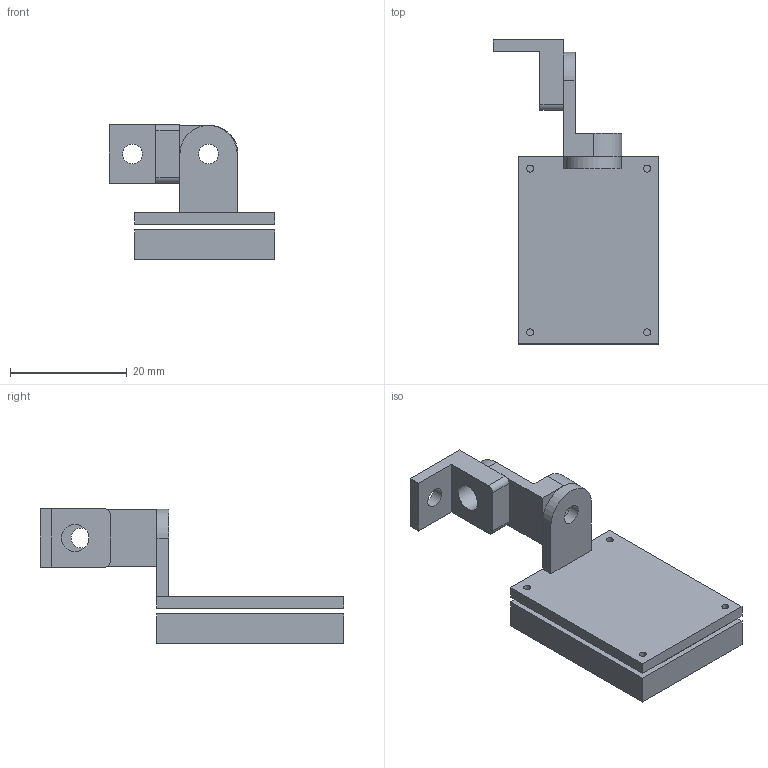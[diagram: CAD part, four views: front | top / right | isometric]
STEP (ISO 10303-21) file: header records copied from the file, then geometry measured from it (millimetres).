
FILE_DESCRIPTION(('FreeCAD Model'),'2;1');
FILE_NAME('Open CASCADE Shape Model','2025-04-19T14:02:04',('Author'),( ''),'Open CASCADE STEP processor 7.8','FreeCAD','Unknown');
FILE_SCHEMA(('AUTOMOTIVE_DESIGN { 1 0 10303 214 1 1 1 1 }'));
Length unit declared in the file: millimetre
Products named in the file (5): CameraMount; Body007; Body003; Body002; Body
Assembly tree (4 placements, depth 2):
  CameraMount
    Body007
    Body003
    Body002
    Body
Bounding box: 28.34 x 52 x 23 mm (x, y, z)
Volume: 3969.1 mm3; surface area: 5769.3 mm2
Topology: 4 solids, 4 shells, 51 faces, 126 edges, 84 vertices
Faces by surface type: plane 35, cylinder 16
Full cylindrical faces by diameter (mm): 1.2 x4, 3.4 x3, 4.7 x2, 10 x1
Entity records: 1670 total; most frequent: DIRECTION 270, CARTESIAN_POINT 266, ORIENTED_EDGE 252, EDGE_CURVE 126, LINE 94, VECTOR 94, AXIS2_PLACEMENT_3D 88, VERTEX_POINT 84
